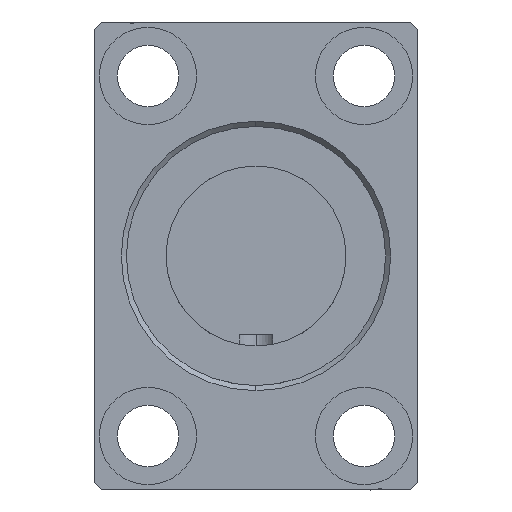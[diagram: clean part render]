
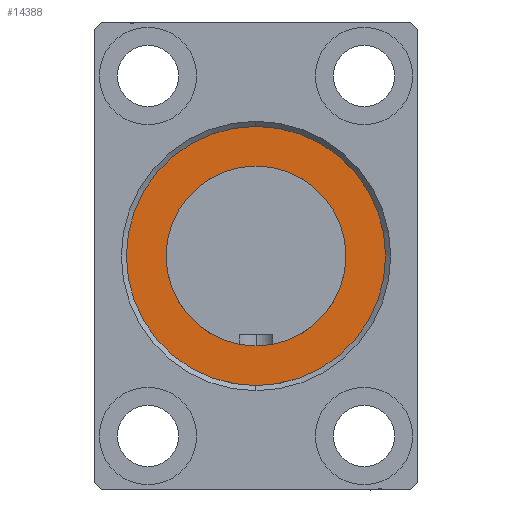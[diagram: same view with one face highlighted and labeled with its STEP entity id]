
A CAD part, left-side view. The second image highlights one B-rep face of the part: STEP entity #14388.
In plain terms, the highlighted planar face has unit normal (-1, 0, 0).
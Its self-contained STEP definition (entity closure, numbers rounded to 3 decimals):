
#591 = EDGE_LOOP ( 'NONE', ( #4954, #36595 ) ) ;
#604 = CARTESIAN_POINT ( 'NONE',  ( 58., 0., 0. ) ) ;
#3984 = CIRCLE ( 'NONE', #7402, 12.5 ) ;
#4954 = ORIENTED_EDGE ( 'NONE', *, *, #21359, .T. ) ;
#5861 = FACE_OUTER_BOUND ( 'NONE', #591, .T. ) ;
#6708 = PLANE ( 'NONE',  #30135 ) ;
#6902 = EDGE_CURVE ( 'NONE', #9326, #14549, #42397, .T. ) ;
#7402 = AXIS2_PLACEMENT_3D ( 'NONE', #34504, #41369, #24611 ) ;
#9029 = EDGE_LOOP ( 'NONE', ( #18163, #13389 ) ) ;
#9326 = VERTEX_POINT ( 'NONE', #15492 ) ;
#12039 = CARTESIAN_POINT ( 'NONE',  ( 58., 0., 18. ) ) ;
#13389 = ORIENTED_EDGE ( 'NONE', *, *, #6902, .F. ) ;
#13689 = DIRECTION ( 'NONE',  ( -1., 0., 0. ) ) ;
#14388 = ADVANCED_FACE ( 'NONE', ( #16373, #5861 ), #6708, .T. ) ;
#14549 = VERTEX_POINT ( 'NONE', #15254 ) ;
#14562 = CARTESIAN_POINT ( 'NONE',  ( 58., 0., 0. ) ) ;
#15254 = CARTESIAN_POINT ( 'NONE',  ( 58., 0., 12.5 ) ) ;
#15492 = CARTESIAN_POINT ( 'NONE',  ( 58., 0., -12.5 ) ) ;
#16373 = FACE_BOUND ( 'NONE', #9029, .T. ) ;
#16583 = DIRECTION ( 'NONE',  ( -1., 0., 0. ) ) ;
#17921 = CIRCLE ( 'NONE', #41922, 18. ) ;
#18163 = ORIENTED_EDGE ( 'NONE', *, *, #42235, .F. ) ;
#18734 = DIRECTION ( 'NONE',  ( -1., 0., 0. ) ) ;
#19157 = DIRECTION ( 'NONE',  ( 0., 0., 1. ) ) ;
#19808 = DIRECTION ( 'NONE',  ( 0., 0., 1. ) ) ;
#21359 = EDGE_CURVE ( 'NONE', #23131, #23573, #17921, .T. ) ;
#22766 = EDGE_CURVE ( 'NONE', #23573, #23131, #26880, .T. ) ;
#23131 = VERTEX_POINT ( 'NONE', #12039 ) ;
#23573 = VERTEX_POINT ( 'NONE', #34082 ) ;
#23872 = AXIS2_PLACEMENT_3D ( 'NONE', #14562, #40782, #27040 ) ;
#24611 = DIRECTION ( 'NONE',  ( 0., 0., 1. ) ) ;
#26880 = CIRCLE ( 'NONE', #33752, 18. ) ;
#27040 = DIRECTION ( 'NONE',  ( 0., 0., 1. ) ) ;
#30135 = AXIS2_PLACEMENT_3D ( 'NONE', #35292, #16583, #19808 ) ;
#33752 = AXIS2_PLACEMENT_3D ( 'NONE', #604, #13689, #39902 ) ;
#34082 = CARTESIAN_POINT ( 'NONE',  ( 58., 0., -18. ) ) ;
#34504 = CARTESIAN_POINT ( 'NONE',  ( 58., 0., 0. ) ) ;
#35292 = CARTESIAN_POINT ( 'NONE',  ( 58., 0., 0. ) ) ;
#36595 = ORIENTED_EDGE ( 'NONE', *, *, #22766, .T. ) ;
#39902 = DIRECTION ( 'NONE',  ( 0., 0., 1. ) ) ;
#40782 = DIRECTION ( 'NONE',  ( -1., 0., 0. ) ) ;
#41369 = DIRECTION ( 'NONE',  ( -1., 0., 0. ) ) ;
#41922 = AXIS2_PLACEMENT_3D ( 'NONE', #41924, #18734, #19157 ) ;
#41924 = CARTESIAN_POINT ( 'NONE',  ( 58., 0., 0. ) ) ;
#42235 = EDGE_CURVE ( 'NONE', #14549, #9326, #3984, .T. ) ;
#42397 = CIRCLE ( 'NONE', #23872, 12.5 ) ;
